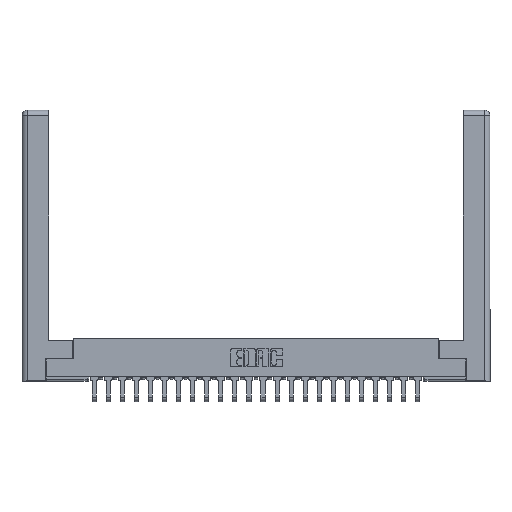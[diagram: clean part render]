
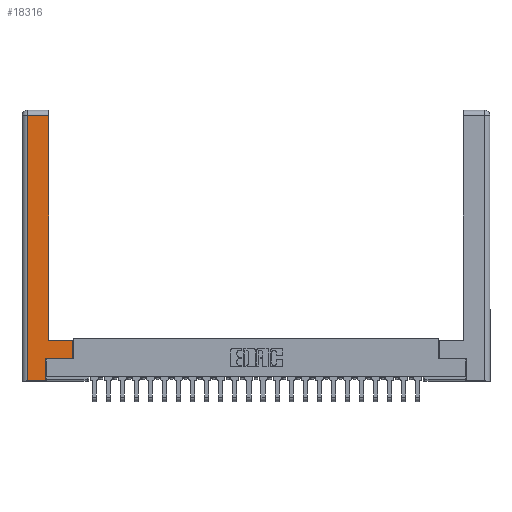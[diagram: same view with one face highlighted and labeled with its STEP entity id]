
A CAD part, top view. The second image highlights one B-rep face of the part: STEP entity #18316.
In plain terms, the highlighted planar face has unit normal (0, 0, 1).
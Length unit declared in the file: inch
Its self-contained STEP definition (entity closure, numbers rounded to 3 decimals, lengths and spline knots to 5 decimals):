
#1430 = LINE ( 'NONE', #8000, #10562 ) ;
#1591 = ORIENTED_EDGE ( 'NONE', *, *, #22254, .T. ) ;
#1995 = ORIENTED_EDGE ( 'NONE', *, *, #12029, .T. ) ;
#2008 = LINE ( 'NONE', #25531, #19933 ) ;
#2863 = LINE ( 'NONE', #13796, #23683 ) ;
#3015 = CARTESIAN_POINT ( 'NONE',  ( 0.295, 3., 0. ) ) ;
#3657 = ORIENTED_EDGE ( 'NONE', *, *, #19657, .T. ) ;
#3837 = VERTEX_POINT ( 'NONE', #21993 ) ;
#4041 = CARTESIAN_POINT ( 'NONE',  ( 0.0615, 0., 0. ) ) ;
#4525 = VERTEX_POINT ( 'NONE', #16477 ) ;
#4635 = LINE ( 'NONE', #15280, #13065 ) ;
#5340 = LINE ( 'NONE', #11521, #5736 ) ;
#5717 = DIRECTION ( 'NONE',  ( 0., 0., -1. ) ) ;
#5720 = CARTESIAN_POINT ( 'NONE',  ( 0.265, 0., 0. ) ) ;
#5736 = VECTOR ( 'NONE', #20050, 39.37008 ) ;
#6066 = EDGE_CURVE ( 'NONE', #12738, #18628, #22625, .T. ) ;
#6637 = ORIENTED_EDGE ( 'NONE', *, *, #6066, .T. ) ;
#7755 = VECTOR ( 'NONE', #20653, 39.37008 ) ;
#8000 = CARTESIAN_POINT ( 'NONE',  ( 0.295, 0.45, 0. ) ) ;
#9712 = LINE ( 'NONE', #12245, #17492 ) ;
#9755 = EDGE_CURVE ( 'NONE', #21643, #18321, #2008, .T. ) ;
#9828 = CARTESIAN_POINT ( 'NONE',  ( 0.565, 0.45, 0. ) ) ;
#10278 = DIRECTION ( 'NONE',  ( 0., -1., 0. ) ) ;
#10562 = VECTOR ( 'NONE', #24820, 39.37008 ) ;
#10815 = CARTESIAN_POINT ( 'NONE',  ( 0.295, 0.45, 0. ) ) ;
#11521 = CARTESIAN_POINT ( 'NONE',  ( 0.0615, 2.94, 0. ) ) ;
#11811 = ORIENTED_EDGE ( 'NONE', *, *, #15336, .T. ) ;
#12029 = EDGE_CURVE ( 'NONE', #18321, #25868, #2863, .T. ) ;
#12037 = PLANE ( 'NONE',  #13369 ) ;
#12245 = CARTESIAN_POINT ( 'NONE',  ( 0.265, 0.245, 0. ) ) ;
#12738 = VERTEX_POINT ( 'NONE', #10815 ) ;
#13065 = VECTOR ( 'NONE', #13189, 39.37008 ) ;
#13189 = DIRECTION ( 'NONE',  ( 0., 1., 0. ) ) ;
#13369 = AXIS2_PLACEMENT_3D ( 'NONE', #15944, #5717, #18042 ) ;
#13607 = ORIENTED_EDGE ( 'NONE', *, *, #19541, .T. ) ;
#13796 = CARTESIAN_POINT ( 'NONE',  ( 0.265, 0., 0. ) ) ;
#14281 = EDGE_LOOP ( 'NONE', ( #6637, #13607, #21201, #1995, #1591, #3657, #20743, #11811 ) ) ;
#15237 = CARTESIAN_POINT ( 'NONE',  ( 0.295, 2.94, 0. ) ) ;
#15280 = CARTESIAN_POINT ( 'NONE',  ( 0.565, 0.45, 0. ) ) ;
#15336 = EDGE_CURVE ( 'NONE', #19773, #12738, #1430, .T. ) ;
#15604 = DIRECTION ( 'NONE',  ( 1., 0., 0. ) ) ;
#15944 = CARTESIAN_POINT ( 'NONE',  ( 0., 0., 0. ) ) ;
#16477 = CARTESIAN_POINT ( 'NONE',  ( 0.565, 0.245, 0. ) ) ;
#17492 = VECTOR ( 'NONE', #25108, 39.37008 ) ;
#18042 = DIRECTION ( 'NONE',  ( -1., 0., 0. ) ) ;
#18316 = ADVANCED_FACE ( 'NONE', ( #24904 ), #12037, .F. ) ;
#18321 = VERTEX_POINT ( 'NONE', #4041 ) ;
#18628 = VERTEX_POINT ( 'NONE', #15237 ) ;
#18915 = LINE ( 'NONE', #24803, #22754 ) ;
#19541 = EDGE_CURVE ( 'NONE', #18628, #21643, #5340, .T. ) ;
#19657 = EDGE_CURVE ( 'NONE', #3837, #4525, #18915, .T. ) ;
#19773 = VERTEX_POINT ( 'NONE', #9828 ) ;
#19933 = VECTOR ( 'NONE', #10278, 39.37008 ) ;
#20050 = DIRECTION ( 'NONE',  ( -1., 0., 0. ) ) ;
#20653 = DIRECTION ( 'NONE',  ( 0., 1., 0. ) ) ;
#20743 = ORIENTED_EDGE ( 'NONE', *, *, #26897, .T. ) ;
#21201 = ORIENTED_EDGE ( 'NONE', *, *, #9755, .T. ) ;
#21643 = VERTEX_POINT ( 'NONE', #22350 ) ;
#21993 = CARTESIAN_POINT ( 'NONE',  ( 0.265, 0.245, 0. ) ) ;
#22254 = EDGE_CURVE ( 'NONE', #25868, #3837, #9712, .T. ) ;
#22350 = CARTESIAN_POINT ( 'NONE',  ( 0.0615, 2.94, 0. ) ) ;
#22573 = DIRECTION ( 'NONE',  ( 1., 0., 0. ) ) ;
#22625 = LINE ( 'NONE', #3015, #7755 ) ;
#22754 = VECTOR ( 'NONE', #22573, 39.37008 ) ;
#23683 = VECTOR ( 'NONE', #15604, 39.37008 ) ;
#24803 = CARTESIAN_POINT ( 'NONE',  ( 0.565, 0.245, 0. ) ) ;
#24820 = DIRECTION ( 'NONE',  ( -1., 0., 0. ) ) ;
#24904 = FACE_OUTER_BOUND ( 'NONE', #14281, .T. ) ;
#25108 = DIRECTION ( 'NONE',  ( 0., 1., 0. ) ) ;
#25531 = CARTESIAN_POINT ( 'NONE',  ( 0.0615, 0., 0. ) ) ;
#25868 = VERTEX_POINT ( 'NONE', #5720 ) ;
#26897 = EDGE_CURVE ( 'NONE', #4525, #19773, #4635, .T. ) ;
